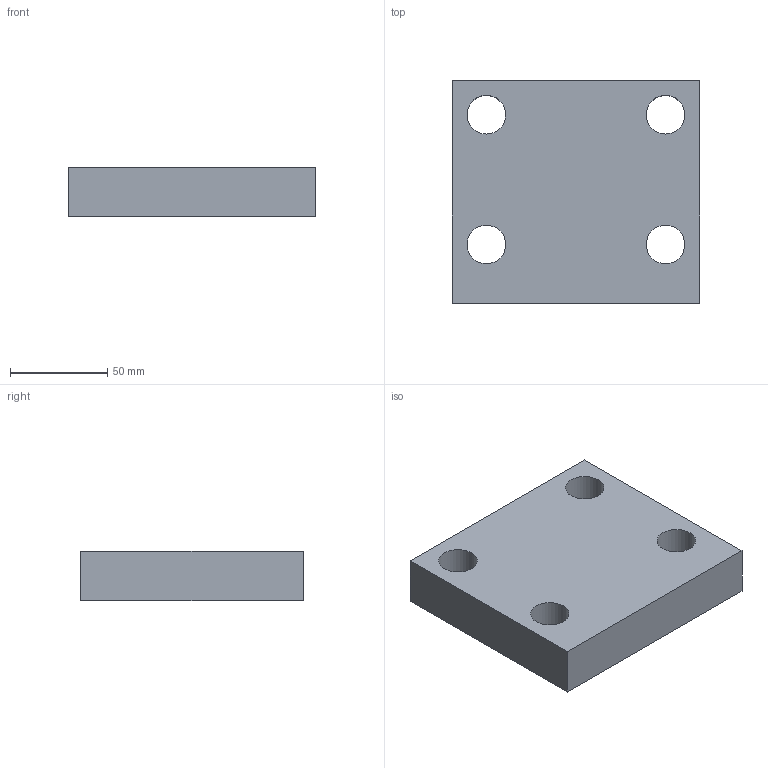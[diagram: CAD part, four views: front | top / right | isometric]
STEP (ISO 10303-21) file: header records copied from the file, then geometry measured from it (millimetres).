
FILE_DESCRIPTION(/* description */ (''),/* implementation_level */ '2;1');
FILE_NAME(/* name */ '_I10CPP.stp',/* time_stamp */ '2020-05-22T09:19:52-04:00',/* author */ ('alexanderw'),/* organization */ (''),/* preprocessor_version */ 'ST-DEVELOPER v17',/* originating_system */ 'Autodesk Inventor 2019',/* authorisation */ '');
FILE_SCHEMA (('AUTOMOTIVE_DESIGN { 1 0 10303 214 3 1 1 }'));
Length unit declared in the file: millimetre
Products named in the file (1): Part_DI10CPP_3D
Bounding box: 127 x 114.3 x 25.4 mm (x, y, z)
Volume: 333970.9 mm3; surface area: 45998.3 mm2
Topology: 1 solids, 1 shells, 278 faces, 763 edges, 513 vertices
Faces by surface type: plane 215, bspline 53, cylinder 9, cone 1
Full cylindrical faces by diameter (mm): 6.35 x1, 12.7 x2, 19.837 x4, 41.275 x2
Entity records: 9304 total; most frequent: CARTESIAN_POINT 2243, ORIENTED_EDGE 1524, DIRECTION 1140, EDGE_CURVE 762, LINE 624, VECTOR 624, VERTEX_POINT 513, EDGE_LOOP 313
